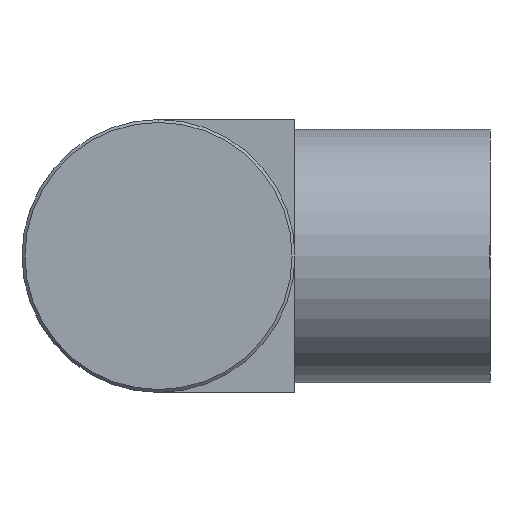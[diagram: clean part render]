
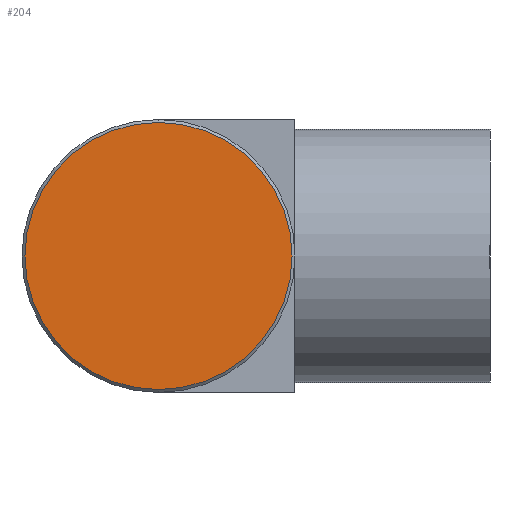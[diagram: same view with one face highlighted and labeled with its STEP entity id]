
A CAD part, left-side view. The second image highlights one B-rep face of the part: STEP entity #204.
In plain terms, the highlighted planar face has unit normal (-1, 0, 0).
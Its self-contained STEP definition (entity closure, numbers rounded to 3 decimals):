
#40 = EDGE_CURVE ( 'NONE', #308, #828, #211, .T. ) ;
#56 = DIRECTION ( 'NONE',  ( 0., 0., -1. ) ) ;
#190 = ORIENTED_EDGE ( 'NONE', *, *, #40, .T. ) ;
#204 = ADVANCED_FACE ( 'NONE', ( #318 ), #414, .F. ) ;
#211 = CIRCLE ( 'NONE', #967, 13.7 ) ;
#223 = EDGE_LOOP ( 'NONE', ( #190, #483 ) ) ;
#245 = DIRECTION ( 'NONE',  ( 1., 0., 0. ) ) ;
#271 = DIRECTION ( 'NONE',  ( 0., 0., 1. ) ) ;
#308 = VERTEX_POINT ( 'NONE', #351 ) ;
#318 = FACE_OUTER_BOUND ( 'NONE', #223, .T. ) ;
#351 = CARTESIAN_POINT ( 'NONE',  ( 0., 0., -13.7 ) ) ;
#402 = AXIS2_PLACEMENT_3D ( 'NONE', #978, #615, #271 ) ;
#411 = CARTESIAN_POINT ( 'NONE',  ( 0., 0., 0. ) ) ;
#414 = PLANE ( 'NONE',  #432 ) ;
#432 = AXIS2_PLACEMENT_3D ( 'NONE', #411, #245, #56 ) ;
#479 = CARTESIAN_POINT ( 'NONE',  ( 0., 0., 0. ) ) ;
#483 = ORIENTED_EDGE ( 'NONE', *, *, #1119, .T. ) ;
#571 = DIRECTION ( 'NONE',  ( -1., 0., 0. ) ) ;
#615 = DIRECTION ( 'NONE',  ( -1., 0., 0. ) ) ;
#627 = CIRCLE ( 'NONE', #402, 13.7 ) ;
#762 = CARTESIAN_POINT ( 'NONE',  ( 0., 0., 13.7 ) ) ;
#828 = VERTEX_POINT ( 'NONE', #762 ) ;
#967 = AXIS2_PLACEMENT_3D ( 'NONE', #479, #571, #1004 ) ;
#978 = CARTESIAN_POINT ( 'NONE',  ( 0., 0., 0. ) ) ;
#1004 = DIRECTION ( 'NONE',  ( 0., 0., 1. ) ) ;
#1119 = EDGE_CURVE ( 'NONE', #828, #308, #627, .T. ) ;
